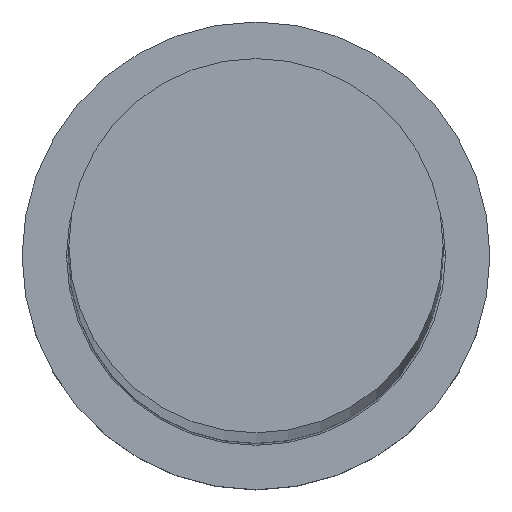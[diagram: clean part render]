
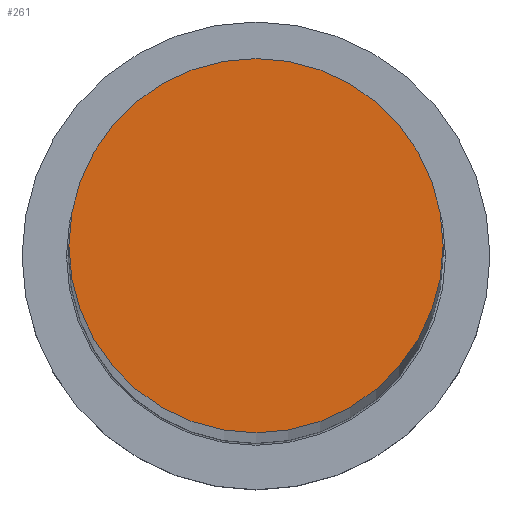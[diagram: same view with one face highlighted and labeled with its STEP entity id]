
A CAD part, top view. The second image highlights one B-rep face of the part: STEP entity #261.
In plain terms, the highlighted planar face has unit normal (0, 0, 1).
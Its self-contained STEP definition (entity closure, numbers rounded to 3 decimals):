
#5 = CARTESIAN_POINT ( 'NONE',  ( 0., 0., 510. ) ) ;
#6 = AXIS2_PLACEMENT_3D ( 'NONE', #143, #238, #165 ) ;
#39 = EDGE_CURVE ( 'NONE', #202, #108, #291, .T. ) ;
#90 = CARTESIAN_POINT ( 'NONE',  ( -16., 0., 510. ) ) ;
#102 = DIRECTION ( 'NONE',  ( 1., 0., 0. ) ) ;
#108 = VERTEX_POINT ( 'NONE', #90 ) ;
#123 = AXIS2_PLACEMENT_3D ( 'NONE', #5, #307, #102 ) ;
#143 = CARTESIAN_POINT ( 'NONE',  ( 0., 0., 510. ) ) ;
#163 = DIRECTION ( 'NONE',  ( 0., 0., 1. ) ) ;
#165 = DIRECTION ( 'NONE',  ( 1., 0., 0. ) ) ;
#202 = VERTEX_POINT ( 'NONE', #287 ) ;
#208 = EDGE_CURVE ( 'NONE', #108, #202, #227, .T. ) ;
#224 = EDGE_LOOP ( 'NONE', ( #236, #251 ) ) ;
#225 = AXIS2_PLACEMENT_3D ( 'NONE', #285, #163, #233 ) ;
#227 = CIRCLE ( 'NONE', #6, 16. ) ;
#233 = DIRECTION ( 'NONE',  ( 1., 0., 0. ) ) ;
#236 = ORIENTED_EDGE ( 'NONE', *, *, #208, .T. ) ;
#238 = DIRECTION ( 'NONE',  ( 0., 0., 1. ) ) ;
#251 = ORIENTED_EDGE ( 'NONE', *, *, #39, .T. ) ;
#261 = ADVANCED_FACE ( 'NONE', ( #292 ), #268, .T. ) ;
#268 = PLANE ( 'NONE',  #123 ) ;
#285 = CARTESIAN_POINT ( 'NONE',  ( 0., 0., 510. ) ) ;
#287 = CARTESIAN_POINT ( 'NONE',  ( 16., 0., 510. ) ) ;
#291 = CIRCLE ( 'NONE', #225, 16. ) ;
#292 = FACE_OUTER_BOUND ( 'NONE', #224, .T. ) ;
#307 = DIRECTION ( 'NONE',  ( 0., 0., 1. ) ) ;
